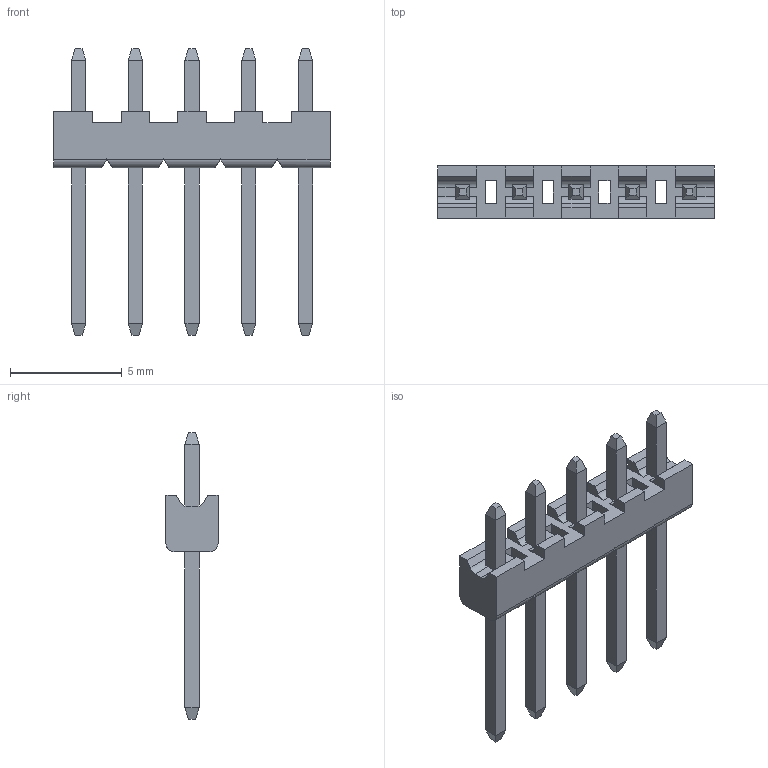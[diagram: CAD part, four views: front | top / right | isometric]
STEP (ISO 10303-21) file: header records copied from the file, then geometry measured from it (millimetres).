
FILE_DESCRIPTION((''),'2;1');
FILE_NAME('C-3-644456-5','2010-07-16T',('workeradm'),('Tyco Electronics Ltd.'),'PRO/ENGINEER BY PARAMETRIC TECHNOLOGY CORPORATION, 2009300','PRO/ENGINEER BY PARAMETRIC TECHNOLOGY CORPORATION, 2009300','');
FILE_SCHEMA(('AUTOMOTIVE_DESIGN { 1 0 10303 214 1 1 1 1 }'));
Length unit declared in the file: millimetre
Products named in the file (1): C-3-644456-5
Bounding box: 12.4 x 2.34 x 12.83 mm (x, y, z)
Volume: 79 mm3; surface area: 283.7 mm2
Topology: 1 solids, 1 shells, 193 faces, 514 edges, 324 vertices
Faces by surface type: plane 173, cylinder 20
Entity records: 6177 total; most frequent: CARTESIAN_POINT 1117, ORIENTED_EDGE 1028, DIRECTION 928, EDGE_CURVE 514, VECTOR 454, LINE 454, VERTEX_POINT 324, AXIS2_PLACEMENT_3D 237
